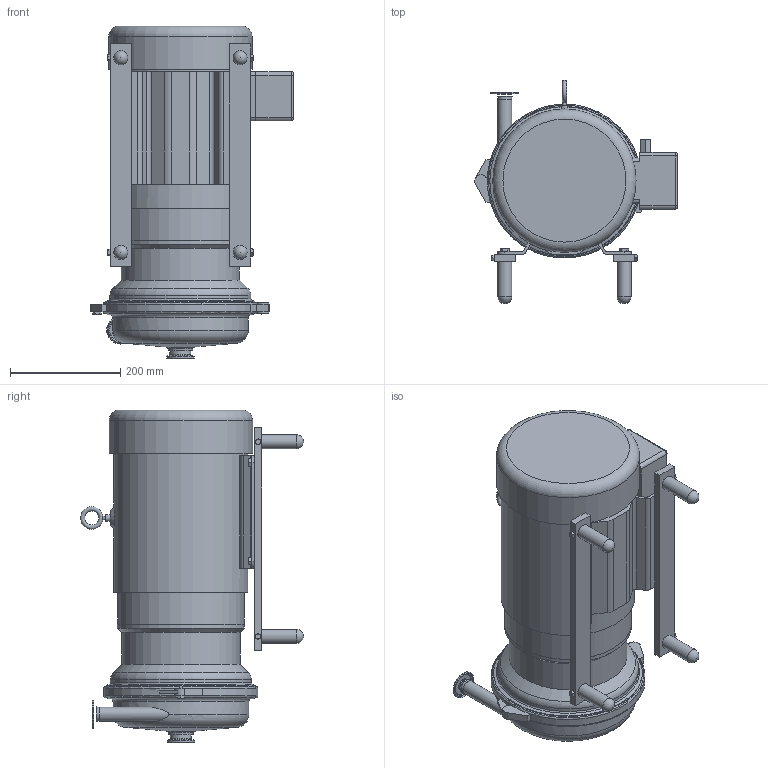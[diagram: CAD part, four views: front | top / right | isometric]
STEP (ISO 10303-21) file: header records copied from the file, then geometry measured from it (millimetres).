
FILE_DESCRIPTION(/* description */ (''),/* implementation_level */ '2;1');
FILE_NAME(/* name */ 'W+_W+50-8_215TC_1.5x1.0_S-Line_10HP_SM.stp',/* time_stamp */ '2020-09-02T11:54:54+05:00',/* author */ ('KRXREM'),/* organization */ (''),/* preprocessor_version */ 'ST-DEVELOPER v17',/* originating_system */ 'Autodesk Inventor 2018',/* authorisation */ '');
FILE_SCHEMA (('AUTOMOTIVE_DESIGN { 1 0 10303 214 3 1 1 }'));
Length unit declared in the file: inch
Products named in the file (1): W+_W+50-8_215TC_1.5x1.0_S-Line_10HP_SM
Bounding box: 366.97 x 404.37 x 601.29 mm (x, y, z)
Volume: 28344538 mm3; surface area: 777423.3 mm2
Topology: 1 solids, 1 shells, 443 faces, 1177 edges, 760 vertices
Faces by surface type: plane 231, cone 79, cylinder 68, bspline 42, torus 19, sphere 4
Full cylindrical faces by diameter (mm): 5.751 x1, 10 x1, 10.414 x2, 12.141 x1, 22.098 x1, 25.4 x4, 25.527 x1, 25.6 x1, 34.798 x1, 38.227 x1, 50.394 x2, 214 x1, 229.616 x1, 230 x1, 242.824 x1, 246 x1, 255.4 x1, 259.588 x1, 270 x1
Entity records: 14507 total; most frequent: CARTESIAN_POINT 3528, ORIENTED_EDGE 2346, DIRECTION 2096, EDGE_CURVE 1173, VERTEX_POINT 760, AXIS2_PLACEMENT_3D 749, LINE 598, VECTOR 598
